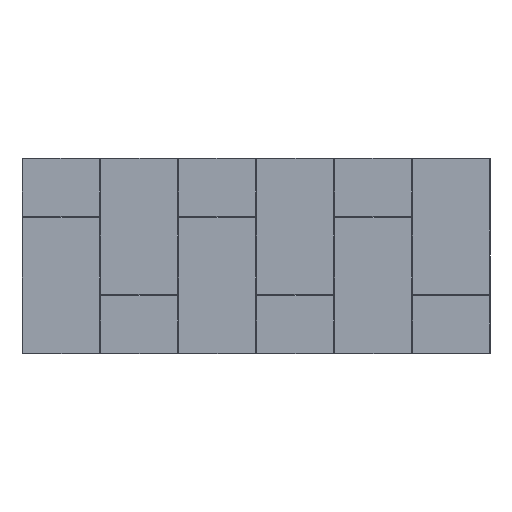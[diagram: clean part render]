
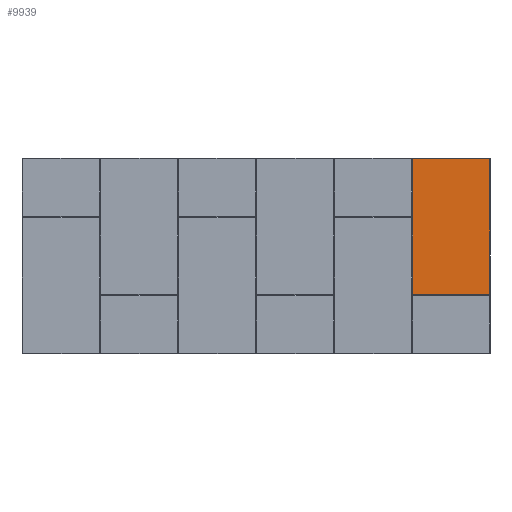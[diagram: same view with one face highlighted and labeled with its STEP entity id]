
A CAD part, top view. The second image highlights one B-rep face of the part: STEP entity #9939.
In plain terms, the highlighted planar face has unit normal (0, 0, 1).
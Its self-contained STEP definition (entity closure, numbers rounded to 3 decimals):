
#366 = CARTESIAN_POINT ( 'NONE',  ( 916.554, 0., 4.762 ) ) ;
#431 = ORIENTED_EDGE ( 'NONE', *, *, #681, .T. ) ;
#598 = DIRECTION ( 'NONE',  ( 1., 0., 0. ) ) ;
#629 = VECTOR ( 'NONE', #8513, 1000. ) ;
#662 = LINE ( 'NONE', #6861, #6742 ) ;
#681 = EDGE_CURVE ( 'NONE', #1594, #9240, #8313, .T. ) ;
#713 = FACE_OUTER_BOUND ( 'NONE', #4490, .T. ) ;
#1594 = VERTEX_POINT ( 'NONE', #2108 ) ;
#1649 = DIRECTION ( 'NONE',  ( 1., 0., 0. ) ) ;
#1791 = CARTESIAN_POINT ( 'NONE',  ( 916.62, -607.368, 4.762 ) ) ;
#1856 = AXIS2_PLACEMENT_3D ( 'NONE', #11242, #3220, #7728 ) ;
#2108 = CARTESIAN_POINT ( 'NONE',  ( 916.554, -76.2, 4.762 ) ) ;
#2165 = ORIENTED_EDGE ( 'NONE', *, *, #11098, .F. ) ;
#2484 = VECTOR ( 'NONE', #3921, 1000. ) ;
#2758 = VERTEX_POINT ( 'NONE', #8627 ) ;
#2771 = CARTESIAN_POINT ( 'NONE',  ( 916.568, -607.285, 4.762 ) ) ;
#3196 = ORIENTED_EDGE ( 'NONE', *, *, #8601, .T. ) ;
#3220 = DIRECTION ( 'NONE',  ( 0., 0., 1. ) ) ;
#3429 = CARTESIAN_POINT ( 'NONE',  ( 916.695, -607.424, 4.762 ) ) ;
#3921 = DIRECTION ( 'NONE',  ( 0., -1., 0. ) ) ;
#4146 = CARTESIAN_POINT ( 'NONE',  ( 0., -76.2, 4.762 ) ) ;
#4202 = LINE ( 'NONE', #4146, #9638 ) ;
#4490 = EDGE_LOOP ( 'NONE', ( #2165, #431, #6060, #3196, #10768 ) ) ;
#4779 = VERTEX_POINT ( 'NONE', #6914 ) ;
#4949 = PLANE ( 'NONE',  #1856 ) ;
#5219 = EDGE_CURVE ( 'NONE', #2758, #9240, #7757, .T. ) ;
#5222 = CARTESIAN_POINT ( 'NONE',  ( 916.593, -607.335, 4.762 ) ) ;
#5332 = CARTESIAN_POINT ( 'NONE',  ( 916.576, -607.305, 4.762 ) ) ;
#5388 = CARTESIAN_POINT ( 'NONE',  ( 916.778, -607.446, 4.762 ) ) ;
#6060 = ORIENTED_EDGE ( 'NONE', *, *, #5219, .F. ) ;
#6086 = CARTESIAN_POINT ( 'NONE',  ( 916.554, -607.222, 4.762 ) ) ;
#6202 = CARTESIAN_POINT ( 'NONE',  ( 916.665, -607.407, 4.762 ) ) ;
#6727 = EDGE_CURVE ( 'NONE', #10093, #4779, #8576, .T. ) ;
#6742 = VECTOR ( 'NONE', #1649, 1000. ) ;
#6861 = CARTESIAN_POINT ( 'NONE',  ( 0., -607.446, 4.762 ) ) ;
#6914 = CARTESIAN_POINT ( 'NONE',  ( 1218.235, -607.446, 4.763 ) ) ;
#6957 = CARTESIAN_POINT ( 'NONE',  ( 916.554, -607.2, 4.762 ) ) ;
#7122 = CARTESIAN_POINT ( 'NONE',  ( 916.556, -607.244, 4.762 ) ) ;
#7175 = CARTESIAN_POINT ( 'NONE',  ( 916.8, -607.446, 4.762 ) ) ;
#7728 = DIRECTION ( 'NONE',  ( 1., 0., 0. ) ) ;
#7757 = B_SPLINE_CURVE_WITH_KNOTS ( 'NONE', 3,
 ( #7175, #5388, #10643, #7932, #3429, #6202, #11436, #10694, #8846, #1791, #10584, #9709, #5222, #5332, #2771, #7122, #6086, #6957 ),
 .UNSPECIFIED., .F., .F.,
 ( 4, 2, 2, 2, 2, 2, 2, 2, 4 ),
 ( 0., 0.169, 0.333, 0.436, 0.5, 0.564, 0.667, 0.831, 1. ),
 .UNSPECIFIED. ) ;
#7932 = CARTESIAN_POINT ( 'NONE',  ( 916.715, -607.432, 4.762 ) ) ;
#8313 = LINE ( 'NONE', #366, #2484 ) ;
#8403 = CARTESIAN_POINT ( 'NONE',  ( 1218.235, 0., 4.763 ) ) ;
#8513 = DIRECTION ( 'NONE',  ( 0., -1., 0. ) ) ;
#8576 = LINE ( 'NONE', #8403, #629 ) ;
#8601 = EDGE_CURVE ( 'NONE', #2758, #4779, #662, .T. ) ;
#8627 = CARTESIAN_POINT ( 'NONE',  ( 916.8, -607.446, 4.762 ) ) ;
#8846 = CARTESIAN_POINT ( 'NONE',  ( 916.632, -607.38, 4.762 ) ) ;
#9240 = VERTEX_POINT ( 'NONE', #11151 ) ;
#9638 = VECTOR ( 'NONE', #598, 1000. ) ;
#9709 = CARTESIAN_POINT ( 'NONE',  ( 916.601, -607.346, 4.762 ) ) ;
#9939 = ADVANCED_FACE ( 'NONE', ( #713 ), #4949, .T. ) ;
#10093 = VERTEX_POINT ( 'NONE', #10713 ) ;
#10584 = CARTESIAN_POINT ( 'NONE',  ( 916.614, -607.362, 4.762 ) ) ;
#10643 = CARTESIAN_POINT ( 'NONE',  ( 916.756, -607.444, 4.762 ) ) ;
#10694 = CARTESIAN_POINT ( 'NONE',  ( 916.638, -607.386, 4.762 ) ) ;
#10713 = CARTESIAN_POINT ( 'NONE',  ( 1218.235, -76.2, 4.763 ) ) ;
#10768 = ORIENTED_EDGE ( 'NONE', *, *, #6727, .F. ) ;
#11098 = EDGE_CURVE ( 'NONE', #1594, #10093, #4202, .T. ) ;
#11151 = CARTESIAN_POINT ( 'NONE',  ( 916.554, -607.2, 4.762 ) ) ;
#11242 = CARTESIAN_POINT ( 'NONE',  ( 0., 0., 4.762 ) ) ;
#11436 = CARTESIAN_POINT ( 'NONE',  ( 916.654, -607.399, 4.762 ) ) ;
